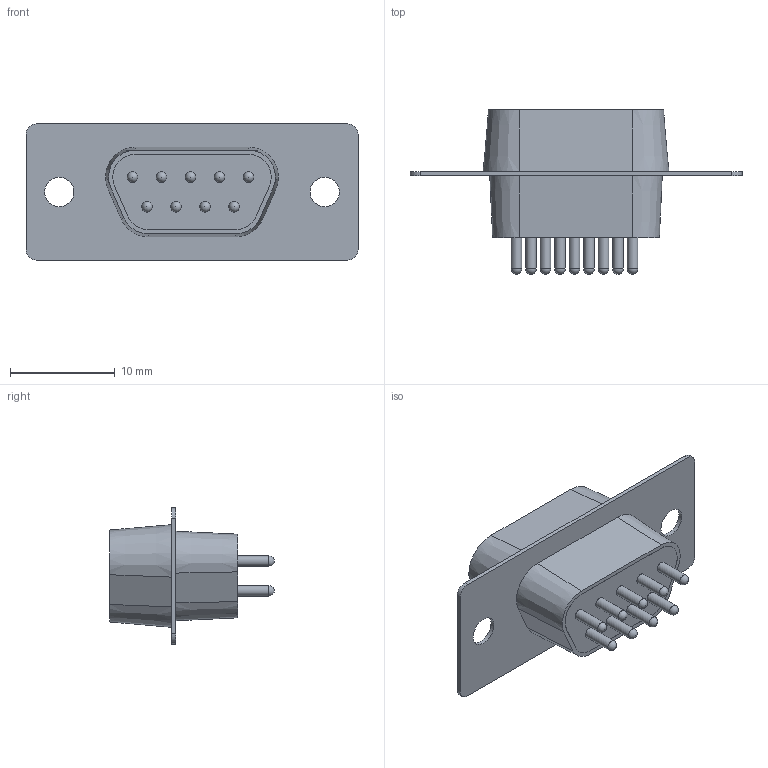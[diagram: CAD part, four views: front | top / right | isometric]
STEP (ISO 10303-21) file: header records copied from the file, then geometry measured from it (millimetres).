
FILE_DESCRIPTION(('STEP AP203'), '1');
FILE_NAME('DB9_M', '2020-01-21T11:10:14', (''), (''), 'ASCON STEP Converter 1.3', 'ASCON Math Kernel', '');
FILE_SCHEMA(('CONFIG_CONTROL_DESIGN'));
Length unit declared in the file: millimetre
Products named in the file (1): CircuitWorks-DB9_M
Bounding box: 31.69 x 15.69 x 13 mm (x, y, z)
Volume: 1074.9 mm3; surface area: 1790.9 mm2
Topology: 1 solids, 1 shells, 84 faces, 252 edges, 174 vertices
Faces by surface type: cylinder 28, plane 26, sphere 18, cone 12
Full cylindrical faces by diameter (mm): 1 x18, 2.8 x2
Entity records: 3139 total; most frequent: DIRECTION 446, CARTESIAN_POINT 401, ORIENTED_EDGE 356, AXIS2_PLACEMENT_3D 183, EDGE_CURVE 178, VERTEX_POINT 138, EDGE_LOOP 130, FACE_BOUND 108
